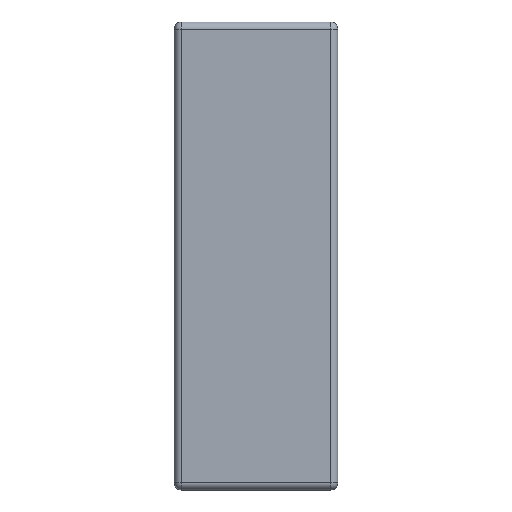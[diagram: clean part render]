
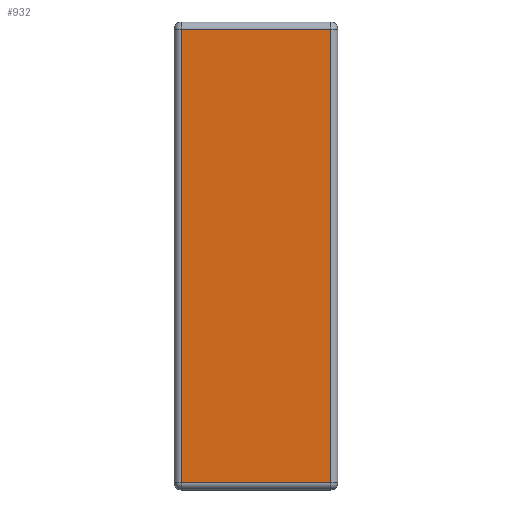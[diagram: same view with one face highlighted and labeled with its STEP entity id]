
A CAD part, left-side view. The second image highlights one B-rep face of the part: STEP entity #932.
In plain terms, the highlighted planar face has unit normal (-1, 0, 0).
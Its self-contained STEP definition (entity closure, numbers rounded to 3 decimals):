
#4 = VERTEX_POINT ( 'NONE', #820 ) ;
#6 = PLANE ( 'NONE',  #371 ) ;
#67 = DIRECTION ( 'NONE',  ( 0., -1., 0. ) ) ;
#83 = VERTEX_POINT ( 'NONE', #150 ) ;
#150 = CARTESIAN_POINT ( 'NONE',  ( -0.625, 0.031, -0.969 ) ) ;
#163 = LINE ( 'NONE', #582, #768 ) ;
#240 = EDGE_CURVE ( 'NONE', #4, #83, #318, .T. ) ;
#318 = LINE ( 'NONE', #352, #1266 ) ;
#352 = CARTESIAN_POINT ( 'NONE',  ( -0.625, 0.7, -0.969 ) ) ;
#367 = EDGE_CURVE ( 'NONE', #502, #555, #650, .T. ) ;
#371 = AXIS2_PLACEMENT_3D ( 'NONE', #1087, #810, #1099 ) ;
#396 = EDGE_LOOP ( 'NONE', ( #1107, #859, #781, #467 ) ) ;
#397 = DIRECTION ( 'NONE',  ( 0., 0., 1. ) ) ;
#467 = ORIENTED_EDGE ( 'NONE', *, *, #367, .T. ) ;
#502 = VERTEX_POINT ( 'NONE', #609 ) ;
#555 = VERTEX_POINT ( 'NONE', #906 ) ;
#582 = CARTESIAN_POINT ( 'NONE',  ( -0.625, 0.669, -1. ) ) ;
#609 = CARTESIAN_POINT ( 'NONE',  ( -0.625, 0.031, 0.969 ) ) ;
#615 = VECTOR ( 'NONE', #1274, 1000. ) ;
#642 = LINE ( 'NONE', #896, #992 ) ;
#650 = LINE ( 'NONE', #1064, #615 ) ;
#763 = DIRECTION ( 'NONE',  ( 0., 0., -1. ) ) ;
#768 = VECTOR ( 'NONE', #763, 1000. ) ;
#781 = ORIENTED_EDGE ( 'NONE', *, *, #962, .T. ) ;
#810 = DIRECTION ( 'NONE',  ( 1., 0., 0. ) ) ;
#811 = FACE_OUTER_BOUND ( 'NONE', #396, .T. ) ;
#820 = CARTESIAN_POINT ( 'NONE',  ( -0.625, 0.669, -0.969 ) ) ;
#859 = ORIENTED_EDGE ( 'NONE', *, *, #240, .T. ) ;
#896 = CARTESIAN_POINT ( 'NONE',  ( -0.625, 0.031, -1. ) ) ;
#906 = CARTESIAN_POINT ( 'NONE',  ( -0.625, 0.669, 0.969 ) ) ;
#932 = ADVANCED_FACE ( 'NONE', ( #811 ), #6, .F. ) ;
#962 = EDGE_CURVE ( 'NONE', #83, #502, #642, .T. ) ;
#992 = VECTOR ( 'NONE', #397, 1000. ) ;
#1064 = CARTESIAN_POINT ( 'NONE',  ( -0.625, 0.7, 0.969 ) ) ;
#1087 = CARTESIAN_POINT ( 'NONE',  ( -0.625, 0.7, -1. ) ) ;
#1099 = DIRECTION ( 'NONE',  ( 0., 0., -1. ) ) ;
#1107 = ORIENTED_EDGE ( 'NONE', *, *, #1273, .T. ) ;
#1266 = VECTOR ( 'NONE', #67, 1000. ) ;
#1273 = EDGE_CURVE ( 'NONE', #555, #4, #163, .T. ) ;
#1274 = DIRECTION ( 'NONE',  ( 0., 1., 0. ) ) ;
